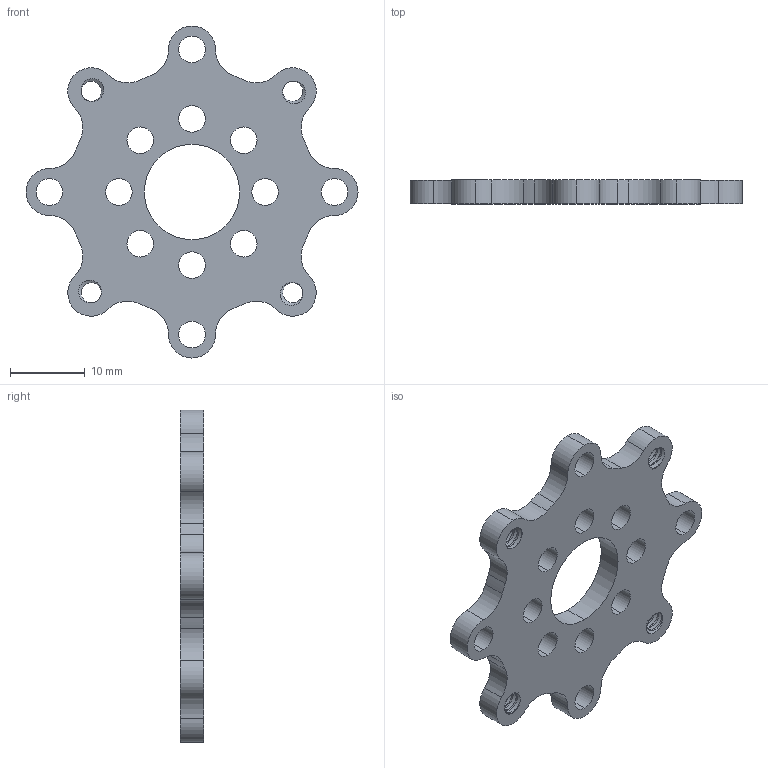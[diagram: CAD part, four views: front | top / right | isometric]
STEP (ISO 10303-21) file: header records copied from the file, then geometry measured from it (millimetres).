
FILE_DESCRIPTION (( 'STEP AP203' ), '1' );
FILE_NAME ('545388.STEP', '2016-08-17T13:57:04', ( '' ), ( '' ), 'SwSTEP 2.0', 'SolidWorks 2014', '' );
FILE_SCHEMA (( 'CONFIG_CONTROL_DESIGN' ));
Length unit declared in the file: inch
Products named in the file (1): 545388
Bounding box: 44.37 x 3.17 x 44.37 mm (x, y, z)
Volume: 2730 mm3; surface area: 2987.7 mm2
Topology: 1 solids, 1 shells, 149 faces, 441 edges, 294 vertices
Faces by surface type: cylinder 139, bspline 8, plane 2
Entity records: 9612 total; most frequent: CARTESIAN_POINT 5821, ORIENTED_EDGE 882, DIRECTION 715, EDGE_CURVE 441, VERTEX_POINT 294, AXIS2_PLACEMENT_3D 292, EDGE_LOOP 183, CIRCLE 150
